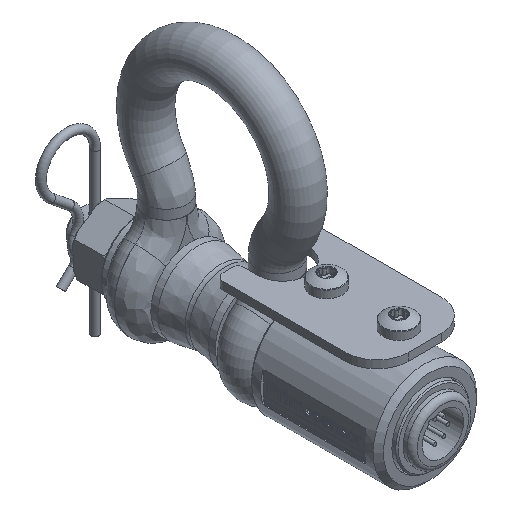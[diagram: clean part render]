
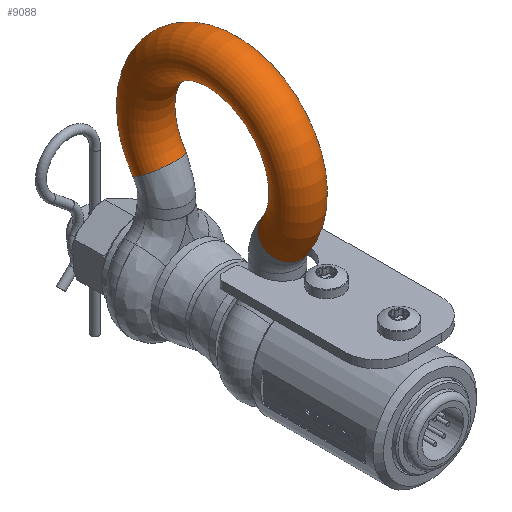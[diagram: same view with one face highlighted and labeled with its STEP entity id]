
A CAD part, isometric view. The second image highlights one B-rep face of the part: STEP entity #9088.
In plain terms, the highlighted toroidal (fillet/blend) face has major radius 29.5 mm and minor radius 8 mm.
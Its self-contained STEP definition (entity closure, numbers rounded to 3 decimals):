
#175=TOROIDAL_SURFACE('',#9722,29.5,8.);
#1737=ORIENTED_EDGE('',*,*,#3295,.F.);
#1738=ORIENTED_EDGE('',*,*,#3296,.T.);
#3295=EDGE_CURVE('',#4129,#4129,#4726,.F.);
#3296=EDGE_CURVE('',#4130,#4130,#4727,.F.);
#4129=VERTEX_POINT('',#13193);
#4130=VERTEX_POINT('',#13196);
#4726=CIRCLE('',#9721,8.);
#4727=CIRCLE('',#9723,8.);
#5170=EDGE_LOOP('',(#1737));
#5171=EDGE_LOOP('',(#1738));
#5870=FACE_BOUND('',#5170,.T.);
#5871=FACE_BOUND('',#5171,.T.);
#9088=ADVANCED_FACE('',(#5870,#5871),#175,.T.);
#9721=AXIS2_PLACEMENT_3D('',#13192,#10823,#10824);
#9722=AXIS2_PLACEMENT_3D('',#13194,#10825,#10826);
#9723=AXIS2_PLACEMENT_3D('',#13195,#10827,#10828);
#10823=DIRECTION('',(0.578,0.,0.816));
#10824=DIRECTION('',(0.,-1.,0.));
#10825=DIRECTION('',(0.,1.,0.));
#10826=DIRECTION('',(0.,0.,1.));
#10827=DIRECTION('',(0.578,0.,-0.816));
#10828=DIRECTION('',(0.,-1.,0.));
#13192=CARTESIAN_POINT('',(24.075,0.,35.451));
#13193=CARTESIAN_POINT('',(24.075,-8.,35.451));
#13194=CARTESIAN_POINT('',(0.,0.,52.5));
#13195=CARTESIAN_POINT('',(-24.075,0.,35.451));
#13196=CARTESIAN_POINT('',(-24.075,-8.,35.451));
